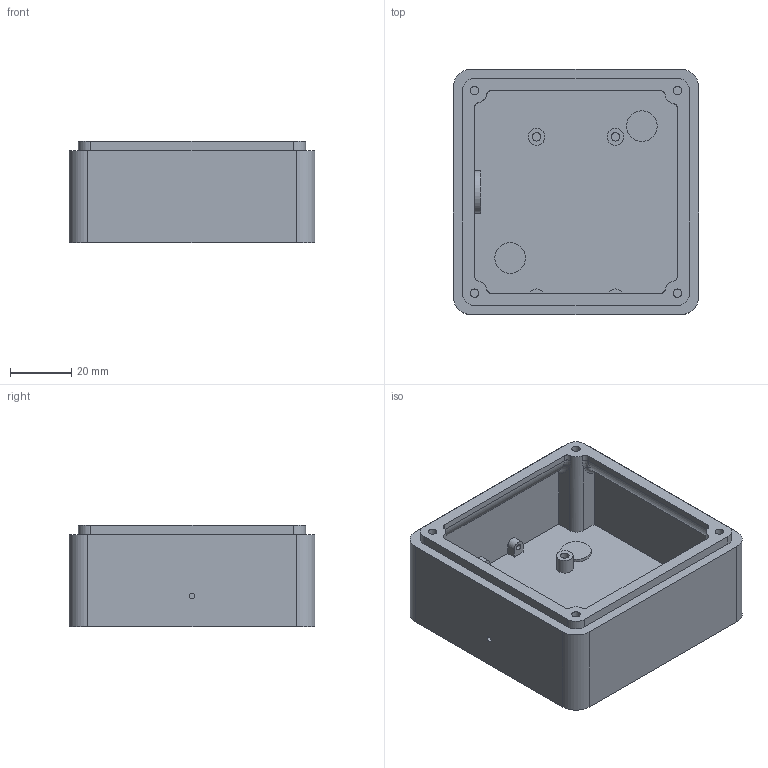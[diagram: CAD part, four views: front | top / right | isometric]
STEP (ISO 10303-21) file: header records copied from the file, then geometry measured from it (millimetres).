
FILE_DESCRIPTION(/* description */ (''),/* implementation_level */ '2;1');
FILE_NAME(/* name */ 'CO2 Mleder RG Projekt 2 überarbeitung v13.step',/* time_stamp */ '2020-12-04T20:41:02+01:00',/* author */ (''),/* organization */ (''),/* preprocessor_version */ 'ST-DEVELOPER v18.1',/* originating_system */ 'Autodesk Translation Framework v9.3.0.1241',/* authorisation */ '');
FILE_SCHEMA (('AUTOMOTIVE_DESIGN { 1 0 10303 214 3 1 1 }'));
Length unit declared in the file: millimetre
Products named in the file (1): CO2 Mleder RG Projekt 2 überarbeitung
Bounding box: 80 x 80 x 33 mm (x, y, z)
Volume: 57039.9 mm3; surface area: 34692.1 mm2
Topology: 1 solids, 1 shells, 115 faces, 272 edges, 176 vertices
Faces by surface type: plane 54, cylinder 45, torus 8, bspline 8
Full cylindrical faces by diameter (mm): 1.8 x1, 1.9 x2, 2.8 x8, 5.5 x2, 9.5 x1, 10 x2
Entity records: 3568 total; most frequent: CARTESIAN_POINT 836, DIRECTION 570, ORIENTED_EDGE 544, EDGE_CURVE 272, AXIS2_PLACEMENT_3D 214, VERTEX_POINT 176, LINE 142, VECTOR 142
